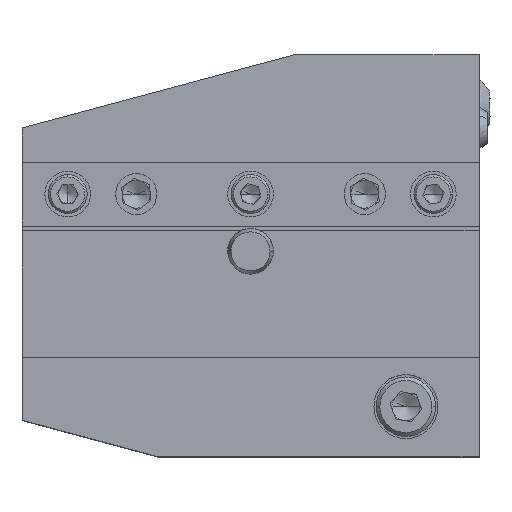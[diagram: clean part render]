
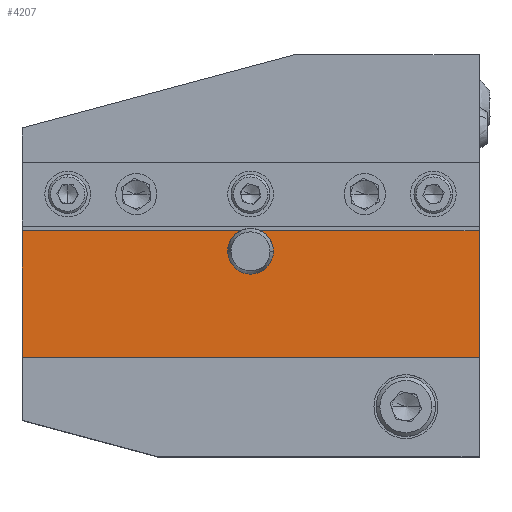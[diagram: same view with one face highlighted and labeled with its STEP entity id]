
A CAD part, top view. The second image highlights one B-rep face of the part: STEP entity #4207.
In plain terms, the highlighted planar face has unit normal (0, 0, 1).
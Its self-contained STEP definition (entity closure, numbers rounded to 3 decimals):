
#81 = DIRECTION ( 'NONE',  ( 1., 0., 0. ) ) ;
#457 = CARTESIAN_POINT ( 'NONE',  ( 131.023, 43.143, 150.297 ) ) ;
#974 = DIRECTION ( 'NONE',  ( 0., -1., 0. ) ) ;
#1229 = CARTESIAN_POINT ( 'NONE',  ( 58.023, 38.65, 150.297 ) ) ;
#1972 = FACE_OUTER_BOUND ( 'NONE', #12733, .T. ) ;
#2039 = CARTESIAN_POINT ( 'NONE',  ( 108.023, 13.843, 150.297 ) ) ;
#2394 = DIRECTION ( 'NONE',  ( 1., 0., 0. ) ) ;
#2760 = EDGE_CURVE ( 'NONE', #10629, #3403, #9387, .T. ) ;
#2791 = CARTESIAN_POINT ( 'NONE',  ( 131.023, 13.843, 150.297 ) ) ;
#2993 = EDGE_CURVE ( 'NONE', #11753, #10629, #12390, .T. ) ;
#3005 = DIRECTION ( 'NONE',  ( 0., 0., -1. ) ) ;
#3035 = ORIENTED_EDGE ( 'NONE', *, *, #9490, .F. ) ;
#3403 = VERTEX_POINT ( 'NONE', #10427 ) ;
#3630 = CIRCLE ( 'NONE', #6281, 5. ) ;
#3742 = CARTESIAN_POINT ( 'NONE',  ( 108.023, 81.65, 150.297 ) ) ;
#3902 = DIRECTION ( 'NONE',  ( -1., 0., 0. ) ) ;
#4042 = CARTESIAN_POINT ( 'NONE',  ( 131.023, 43.143, 150.297 ) ) ;
#4177 = EDGE_CURVE ( 'NONE', #11032, #4586, #6346, .T. ) ;
#4203 = VERTEX_POINT ( 'NONE', #9591 ) ;
#4207 = ADVANCED_FACE ( 'NONE', ( #1972 ), #7530, .F. ) ;
#4380 = CARTESIAN_POINT ( 'NONE',  ( 58.023, 38.65, 150.297 ) ) ;
#4586 = VERTEX_POINT ( 'NONE', #14158 ) ;
#5105 = AXIS2_PLACEMENT_3D ( 'NONE', #2791, #14739, #3902 ) ;
#5488 = DIRECTION ( 'NONE',  ( 1., 0., 0. ) ) ;
#5582 = VECTOR ( 'NONE', #7932, 1000. ) ;
#5608 = EDGE_CURVE ( 'NONE', #4586, #6363, #8020, .T. ) ;
#5782 = ORIENTED_EDGE ( 'NONE', *, *, #2760, .T. ) ;
#5819 = ORIENTED_EDGE ( 'NONE', *, *, #4177, .T. ) ;
#6082 = ORIENTED_EDGE ( 'NONE', *, *, #12912, .T. ) ;
#6281 = AXIS2_PLACEMENT_3D ( 'NONE', #1229, #9629, #2394 ) ;
#6346 = LINE ( 'NONE', #3742, #14209 ) ;
#6363 = VERTEX_POINT ( 'NONE', #9603 ) ;
#6782 = VECTOR ( 'NONE', #974, 1000. ) ;
#7329 = DIRECTION ( 'NONE',  ( 0., 0., -1. ) ) ;
#7421 = ORIENTED_EDGE ( 'NONE', *, *, #15090, .T. ) ;
#7530 = PLANE ( 'NONE',  #5105 ) ;
#7932 = DIRECTION ( 'NONE',  ( -1., 0., 0. ) ) ;
#8020 = LINE ( 'NONE', #4042, #5582 ) ;
#8381 = VECTOR ( 'NONE', #9958, 1000. ) ;
#8682 = DIRECTION ( 'NONE',  ( 1., 0., 0. ) ) ;
#9078 = ORIENTED_EDGE ( 'NONE', *, *, #2993, .T. ) ;
#9141 = CARTESIAN_POINT ( 'NONE',  ( 53.023, 38.65, 150.297 ) ) ;
#9232 = CARTESIAN_POINT ( 'NONE',  ( 8.023, 65.65, 150.297 ) ) ;
#9325 = LINE ( 'NONE', #457, #10271 ) ;
#9387 = CIRCLE ( 'NONE', #13591, 5. ) ;
#9490 = EDGE_CURVE ( 'NONE', #11688, #3403, #9325, .T. ) ;
#9532 = DIRECTION ( 'NONE',  ( 0., 1., 0. ) ) ;
#9591 = CARTESIAN_POINT ( 'NONE',  ( 8.023, 13.843, 150.297 ) ) ;
#9603 = CARTESIAN_POINT ( 'NONE',  ( 60.218, 43.143, 150.297 ) ) ;
#9629 = DIRECTION ( 'NONE',  ( 0., 0., -1. ) ) ;
#9874 = CARTESIAN_POINT ( 'NONE',  ( 8.023, 43.143, 150.297 ) ) ;
#9958 = DIRECTION ( 'NONE',  ( -1., 0., 0. ) ) ;
#10168 = LINE ( 'NONE', #9232, #6782 ) ;
#10271 = VECTOR ( 'NONE', #8682, 1000. ) ;
#10427 = CARTESIAN_POINT ( 'NONE',  ( 55.828, 43.143, 150.297 ) ) ;
#10629 = VERTEX_POINT ( 'NONE', #9141 ) ;
#10923 = ORIENTED_EDGE ( 'NONE', *, *, #11364, .F. ) ;
#11032 = VERTEX_POINT ( 'NONE', #2039 ) ;
#11364 = EDGE_CURVE ( 'NONE', #11032, #4203, #14567, .T. ) ;
#11688 = VERTEX_POINT ( 'NONE', #9874 ) ;
#11753 = VERTEX_POINT ( 'NONE', #12336 ) ;
#12093 = CARTESIAN_POINT ( 'NONE',  ( 58.023, 38.65, 150.297 ) ) ;
#12336 = CARTESIAN_POINT ( 'NONE',  ( 63.023, 38.65, 150.297 ) ) ;
#12390 = CIRCLE ( 'NONE', #15376, 5. ) ;
#12475 = CARTESIAN_POINT ( 'NONE',  ( 131.023, 13.843, 150.297 ) ) ;
#12733 = EDGE_LOOP ( 'NONE', ( #6082, #9078, #5782, #3035, #7421, #10923, #5819, #13193 ) ) ;
#12912 = EDGE_CURVE ( 'NONE', #6363, #11753, #3630, .T. ) ;
#13193 = ORIENTED_EDGE ( 'NONE', *, *, #5608, .T. ) ;
#13591 = AXIS2_PLACEMENT_3D ( 'NONE', #12093, #7329, #81 ) ;
#14158 = CARTESIAN_POINT ( 'NONE',  ( 108.023, 43.143, 150.297 ) ) ;
#14209 = VECTOR ( 'NONE', #9532, 1000. ) ;
#14567 = LINE ( 'NONE', #12475, #8381 ) ;
#14739 = DIRECTION ( 'NONE',  ( 0., 0., -1. ) ) ;
#15090 = EDGE_CURVE ( 'NONE', #11688, #4203, #10168, .T. ) ;
#15376 = AXIS2_PLACEMENT_3D ( 'NONE', #4380, #3005, #5488 ) ;
